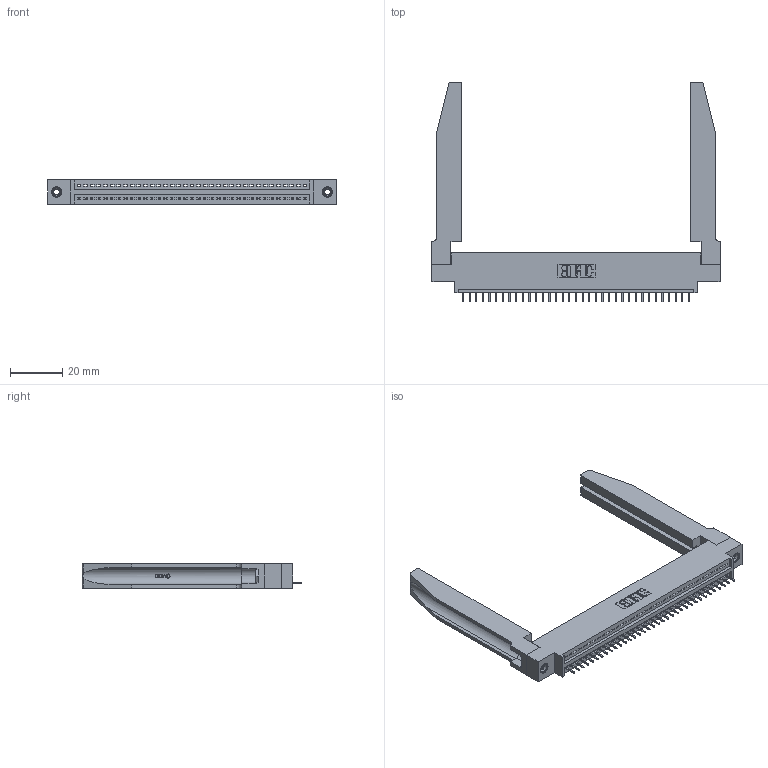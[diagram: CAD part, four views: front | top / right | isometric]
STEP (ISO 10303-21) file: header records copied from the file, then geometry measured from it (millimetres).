
FILE_DESCRIPTION (( 'STEP AP203' ), '1' );
FILE_NAME ('395-035-525-678.STEP', '2020-09-23T23:16:20', ( '' ), ( '' ), 'SwSTEP 2.0', 'SolidWorks 2020', '' );
FILE_SCHEMA (( 'CONFIG_CONTROL_DESIGN' ));
Length unit declared in the file: inch
Products named in the file (5): 345-250-001_345-250-001-102; 345-220-078_345-220-078; 345-292-001_345-293-125; 345 Part_0.170 Offset - 0.156 Dia-TH; 395-035-525-678
Assembly tree (40 placements, depth 2):
  395-035-525-678
    345 Part_0.170 Offset - 0.156 Dia-TH
    345-292-001_345-293-125  x35
    345-250-001_345-250-001-102  x2
    345-220-078_345-220-078  x2
Bounding box: 110.13 x 84 x 9.4 mm (x, y, z)
Volume: 17917.5 mm3; surface area: 19885 mm2
Topology: 40 solids, 40 shells, 2534 faces, 7261 edges, 4690 vertices
Faces by surface type: plane 1836, cylinder 646, bspline 36, cone 12, torus 4
Entity records: 32230 total; most frequent: CARTESIAN_POINT 6480, ORIENTED_EDGE 5346, DIRECTION 4677, EDGE_CURVE 2673, LINE 2311, VECTOR 2311, VERTEX_POINT 1772, AXIS2_PLACEMENT_3D 1183
